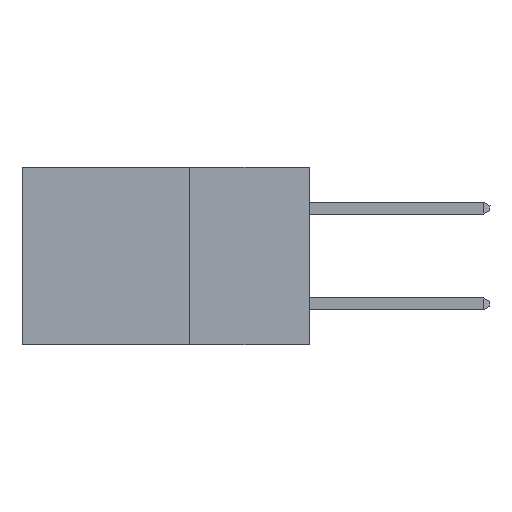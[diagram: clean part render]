
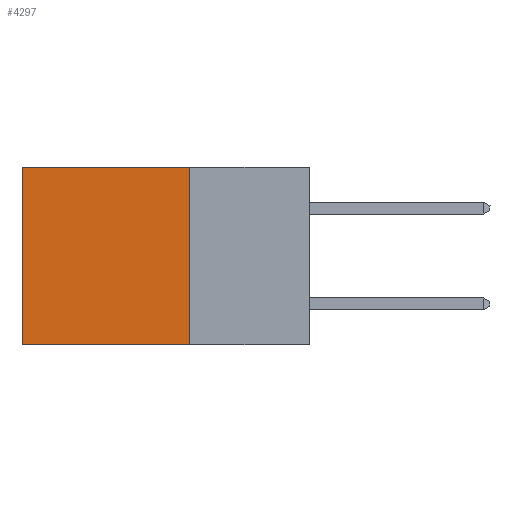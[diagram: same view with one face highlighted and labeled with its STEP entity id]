
A CAD part, left-side view. The second image highlights one B-rep face of the part: STEP entity #4297.
In plain terms, the highlighted planar face has unit normal (-1, 0, 0).
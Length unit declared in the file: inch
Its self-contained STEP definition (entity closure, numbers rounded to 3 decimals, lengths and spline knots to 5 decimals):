
#250 = FACE_OUTER_BOUND ( 'NONE', #9670, .T. ) ;
#1384 = EDGE_CURVE ( 'NONE', #8965, #8820, #3139, .T. ) ;
#1465 = CARTESIAN_POINT ( 'NONE',  ( 0.2875, 0.6, 0. ) ) ;
#1816 = EDGE_CURVE ( 'NONE', #8965, #4448, #8300, .T. ) ;
#1994 = DIRECTION ( 'NONE',  ( 0., 0., -1. ) ) ;
#2622 = CARTESIAN_POINT ( 'NONE',  ( 0.2875, 0.6, 0. ) ) ;
#2856 = VECTOR ( 'NONE', #1994, 39.37008 ) ;
#3097 = DIRECTION ( 'NONE',  ( 0., 1., 0. ) ) ;
#3125 = PLANE ( 'NONE',  #4205 ) ;
#3139 = LINE ( 'NONE', #3146, #2856 ) ;
#3146 = CARTESIAN_POINT ( 'NONE',  ( 0.2875, 0.25, 0. ) ) ;
#3275 = ORIENTED_EDGE ( 'NONE', *, *, #1384, .F. ) ;
#3389 = VECTOR ( 'NONE', #6513, 39.37008 ) ;
#3866 = CARTESIAN_POINT ( 'NONE',  ( 0.2875, 0.6, -0.37 ) ) ;
#3913 = DIRECTION ( 'NONE',  ( 1., 0., 0. ) ) ;
#4205 = AXIS2_PLACEMENT_3D ( 'NONE', #8380, #3913, #9039 ) ;
#4297 = ADVANCED_FACE ( 'NONE', ( #250 ), #3125, .F. ) ;
#4448 = VERTEX_POINT ( 'NONE', #1465 ) ;
#4652 = CARTESIAN_POINT ( 'NONE',  ( 0.2875, 0.25, -0.37 ) ) ;
#5493 = EDGE_CURVE ( 'NONE', #8820, #6338, #5550, .T. ) ;
#5550 = LINE ( 'NONE', #4652, #7300 ) ;
#5582 = CARTESIAN_POINT ( 'NONE',  ( 0.2875, 0.25, 0. ) ) ;
#5808 = CARTESIAN_POINT ( 'NONE',  ( 0.2875, 0.25, -0.37 ) ) ;
#6338 = VERTEX_POINT ( 'NONE', #3866 ) ;
#6513 = DIRECTION ( 'NONE',  ( 0., 0., -1. ) ) ;
#7150 = ORIENTED_EDGE ( 'NONE', *, *, #5493, .F. ) ;
#7300 = VECTOR ( 'NONE', #3097, 39.37008 ) ;
#8109 = ORIENTED_EDGE ( 'NONE', *, *, #10194, .T. ) ;
#8144 = DIRECTION ( 'NONE',  ( 0., 1., 0. ) ) ;
#8195 = ORIENTED_EDGE ( 'NONE', *, *, #1816, .T. ) ;
#8300 = LINE ( 'NONE', #5582, #9881 ) ;
#8380 = CARTESIAN_POINT ( 'NONE',  ( 0.2875, 0.25, 0. ) ) ;
#8820 = VERTEX_POINT ( 'NONE', #5808 ) ;
#8965 = VERTEX_POINT ( 'NONE', #10082 ) ;
#9039 = DIRECTION ( 'NONE',  ( 0., 0., -1. ) ) ;
#9444 = LINE ( 'NONE', #2622, #3389 ) ;
#9670 = EDGE_LOOP ( 'NONE', ( #8109, #7150, #3275, #8195 ) ) ;
#9881 = VECTOR ( 'NONE', #8144, 39.37008 ) ;
#10082 = CARTESIAN_POINT ( 'NONE',  ( 0.2875, 0.25, 0. ) ) ;
#10194 = EDGE_CURVE ( 'NONE', #4448, #6338, #9444, .T. ) ;
